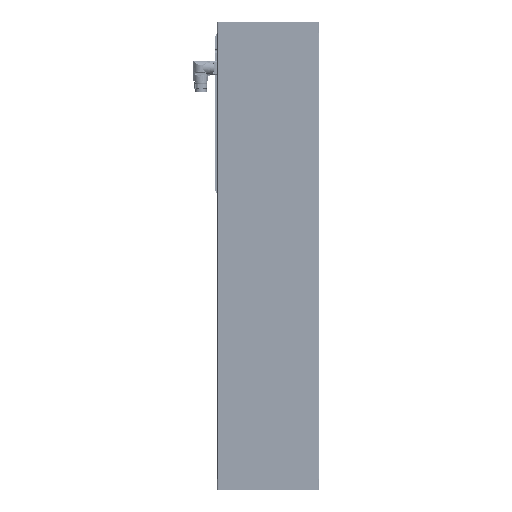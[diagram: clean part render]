
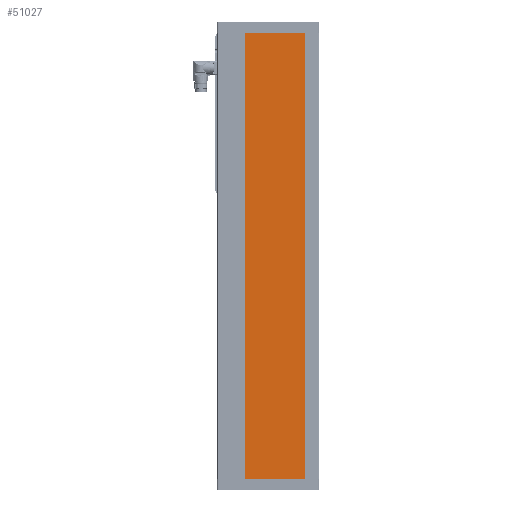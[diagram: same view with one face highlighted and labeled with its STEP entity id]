
A CAD part, left-side view. The second image highlights one B-rep face of the part: STEP entity #51027.
In plain terms, the highlighted planar face has unit normal (-1, 0, 0).
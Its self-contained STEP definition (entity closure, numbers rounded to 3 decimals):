
#3020 = LINE ( 'NONE', #25832, #52457 ) ;
#13167 = LINE ( 'NONE', #145856, #41606 ) ;
#15970 = EDGE_CURVE ( 'NONE', #94417, #133428, #3020, .T. ) ;
#19825 = VERTEX_POINT ( 'NONE', #63049 ) ;
#20532 = CARTESIAN_POINT ( 'NONE',  ( 0., 40.9, 790. ) ) ;
#22669 = DIRECTION ( 'NONE',  ( 0., 0., 1. ) ) ;
#25832 = CARTESIAN_POINT ( 'NONE',  ( 0., 40.9, 0. ) ) ;
#34267 = LINE ( 'NONE', #68824, #105697 ) ;
#34280 = EDGE_LOOP ( 'NONE', ( #144866, #80408, #66024, #130172 ) ) ;
#35118 = VERTEX_POINT ( 'NONE', #130154 ) ;
#39364 = FACE_OUTER_BOUND ( 'NONE', #34280, .T. ) ;
#41606 = VECTOR ( 'NONE', #22669, 1000. ) ;
#50145 = DIRECTION ( 'NONE',  ( 0., 0., 1. ) ) ;
#51027 = ADVANCED_FACE ( 'NONE', ( #39364 ), #99079, .F. ) ;
#52457 = VECTOR ( 'NONE', #50145, 1000. ) ;
#59026 = CARTESIAN_POINT ( 'NONE',  ( 0., -90., 790. ) ) ;
#60105 = DIRECTION ( 'NONE',  ( 0., -1., 0. ) ) ;
#63049 = CARTESIAN_POINT ( 'NONE',  ( 0., -65.4, 0. ) ) ;
#66024 = ORIENTED_EDGE ( 'NONE', *, *, #135328, .T. ) ;
#68824 = CARTESIAN_POINT ( 'NONE',  ( 0., -90., 0. ) ) ;
#69614 = CARTESIAN_POINT ( 'NONE',  ( 0., 40.9, 0. ) ) ;
#71606 = LINE ( 'NONE', #59026, #128282 ) ;
#76256 = CARTESIAN_POINT ( 'NONE',  ( 0., -90., 790. ) ) ;
#77711 = EDGE_CURVE ( 'NONE', #133428, #35118, #71606, .T. ) ;
#80408 = ORIENTED_EDGE ( 'NONE', *, *, #15970, .F. ) ;
#90270 = AXIS2_PLACEMENT_3D ( 'NONE', #76256, #134438, #123444 ) ;
#93724 = EDGE_CURVE ( 'NONE', #19825, #35118, #13167, .T. ) ;
#94417 = VERTEX_POINT ( 'NONE', #69614 ) ;
#96773 = DIRECTION ( 'NONE',  ( 0., -1., 0. ) ) ;
#99079 = PLANE ( 'NONE',  #90270 ) ;
#105697 = VECTOR ( 'NONE', #60105, 1000. ) ;
#123444 = DIRECTION ( 'NONE',  ( 0., 0., -1. ) ) ;
#128282 = VECTOR ( 'NONE', #96773, 1000. ) ;
#130154 = CARTESIAN_POINT ( 'NONE',  ( 0., -65.4, 790. ) ) ;
#130172 = ORIENTED_EDGE ( 'NONE', *, *, #93724, .T. ) ;
#133428 = VERTEX_POINT ( 'NONE', #20532 ) ;
#134438 = DIRECTION ( 'NONE',  ( 1., 0., 0. ) ) ;
#135328 = EDGE_CURVE ( 'NONE', #94417, #19825, #34267, .T. ) ;
#144866 = ORIENTED_EDGE ( 'NONE', *, *, #77711, .F. ) ;
#145856 = CARTESIAN_POINT ( 'NONE',  ( 0., -65.4, 790. ) ) ;
